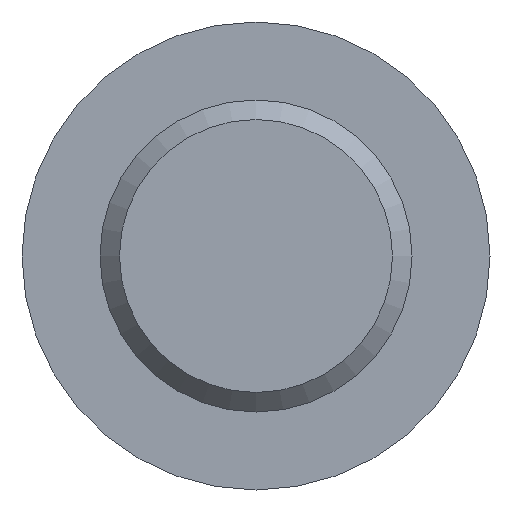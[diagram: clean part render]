
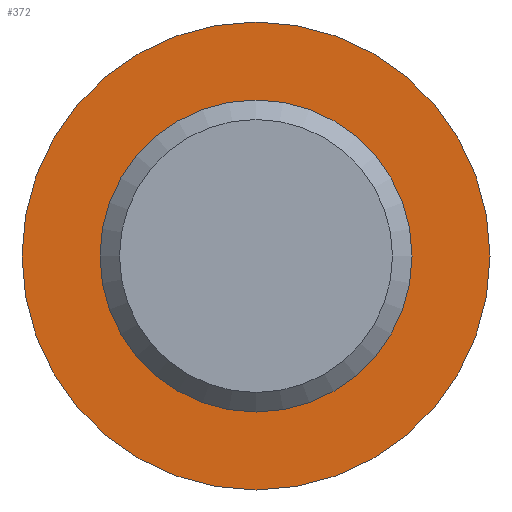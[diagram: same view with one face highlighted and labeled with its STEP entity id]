
A CAD part, front view. The second image highlights one B-rep face of the part: STEP entity #372.
In plain terms, the highlighted planar face has unit normal (0, -1, 0).
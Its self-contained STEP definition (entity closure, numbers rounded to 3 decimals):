
#22 = EDGE_CURVE ( 'NONE', #143, #143, #282, .T. ) ;
#45 = CARTESIAN_POINT ( 'NONE',  ( 0., 100., -10. ) ) ;
#53 = DIRECTION ( 'NONE',  ( 0., 0., 1. ) ) ;
#80 = VERTEX_POINT ( 'NONE', #45 ) ;
#86 = DIRECTION ( 'NONE',  ( 0., 0., -1. ) ) ;
#114 = CARTESIAN_POINT ( 'NONE',  ( 0., 100., 0. ) ) ;
#135 = DIRECTION ( 'NONE',  ( 0., -1., 0. ) ) ;
#143 = VERTEX_POINT ( 'NONE', #440 ) ;
#150 = PLANE ( 'NONE',  #295 ) ;
#154 = DIRECTION ( 'NONE',  ( 0., 1., 0. ) ) ;
#169 = ORIENTED_EDGE ( 'NONE', *, *, #276, .F. ) ;
#234 = CARTESIAN_POINT ( 'NONE',  ( -10., 100., 0. ) ) ;
#268 = DIRECTION ( 'NONE',  ( 0., -1., 0. ) ) ;
#271 = FACE_OUTER_BOUND ( 'NONE', #291, .T. ) ;
#276 = EDGE_CURVE ( 'NONE', #80, #80, #498, .T. ) ;
#282 = CIRCLE ( 'NONE', #496, 15. ) ;
#291 = EDGE_LOOP ( 'NONE', ( #363 ) ) ;
#295 = AXIS2_PLACEMENT_3D ( 'NONE', #234, #154, #53 ) ;
#319 = EDGE_LOOP ( 'NONE', ( #169 ) ) ;
#320 = FACE_BOUND ( 'NONE', #319, .T. ) ;
#336 = CARTESIAN_POINT ( 'NONE',  ( 0., 100., 0. ) ) ;
#343 = DIRECTION ( 'NONE',  ( 0., 0., -1. ) ) ;
#363 = ORIENTED_EDGE ( 'NONE', *, *, #22, .T. ) ;
#372 = ADVANCED_FACE ( 'NONE', ( #320, #271 ), #150, .F. ) ;
#403 = AXIS2_PLACEMENT_3D ( 'NONE', #114, #268, #86 ) ;
#440 = CARTESIAN_POINT ( 'NONE',  ( 0., 100., -15. ) ) ;
#496 = AXIS2_PLACEMENT_3D ( 'NONE', #336, #135, #343 ) ;
#498 = CIRCLE ( 'NONE', #403, 10. ) ;
